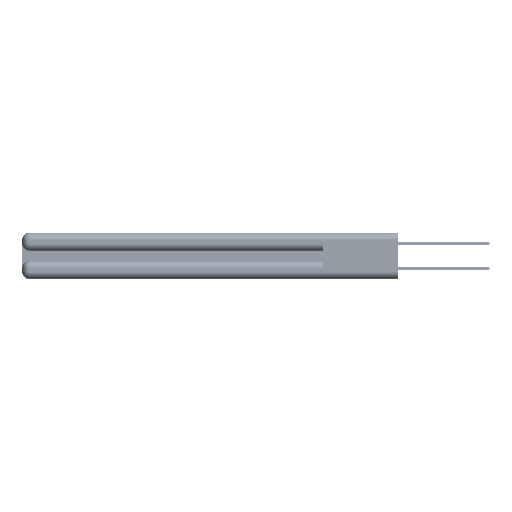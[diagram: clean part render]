
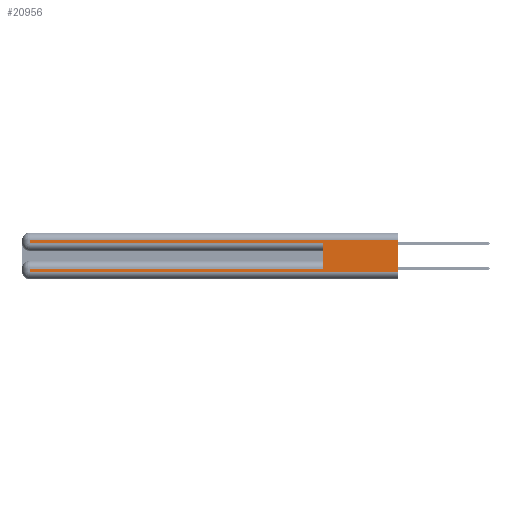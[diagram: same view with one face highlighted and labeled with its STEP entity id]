
A CAD part, left-side view. The second image highlights one B-rep face of the part: STEP entity #20956.
In plain terms, the highlighted planar face has unit normal (-1, 0, 0).
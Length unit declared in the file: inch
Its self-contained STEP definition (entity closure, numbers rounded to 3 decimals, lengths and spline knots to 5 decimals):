
#49 = CARTESIAN_POINT ( 'NONE',  ( 0., 0., 0.31 ) ) ;
#1155 = FACE_OUTER_BOUND ( 'NONE', #2733, .T. ) ;
#1281 = LINE ( 'NONE', #13283, #46890 ) ;
#2486 = ORIENTED_EDGE ( 'NONE', *, *, #4358, .T. ) ;
#2733 = EDGE_LOOP ( 'NONE', ( #12215, #19956, #15742, #16896, #31682, #2486, #4792, #44949 ) ) ;
#3283 = CARTESIAN_POINT ( 'NONE',  ( 0., 2.94, 0.06 ) ) ;
#3307 = LINE ( 'NONE', #11887, #42142 ) ;
#4271 = VERTEX_POINT ( 'NONE', #36243 ) ;
#4358 = EDGE_CURVE ( 'NONE', #4271, #31439, #46624, .T. ) ;
#4792 = ORIENTED_EDGE ( 'NONE', *, *, #12196, .T. ) ;
#6105 = LINE ( 'NONE', #42009, #14949 ) ;
#6331 = DIRECTION ( 'NONE',  ( 0., 1., 0. ) ) ;
#9878 = DIRECTION ( 'NONE',  ( 1., 0., 0. ) ) ;
#10783 = CARTESIAN_POINT ( 'NONE',  ( 0., 0., 0.285 ) ) ;
#11269 = EDGE_CURVE ( 'NONE', #45026, #20722, #15695, .T. ) ;
#11887 = CARTESIAN_POINT ( 'NONE',  ( 0., 0.6, 0.145 ) ) ;
#11957 = EDGE_CURVE ( 'NONE', #25799, #45026, #6105, .T. ) ;
#12196 = EDGE_CURVE ( 'NONE', #31439, #21994, #1281, .T. ) ;
#12215 = ORIENTED_EDGE ( 'NONE', *, *, #14341, .F. ) ;
#12566 = DIRECTION ( 'NONE',  ( 0., -1., 0. ) ) ;
#13004 = VECTOR ( 'NONE', #32511, 39.37008 ) ;
#13283 = CARTESIAN_POINT ( 'NONE',  ( 0., 2.94, 0.37 ) ) ;
#13403 = AXIS2_PLACEMENT_3D ( 'NONE', #35607, #9878, #22639 ) ;
#13436 = EDGE_CURVE ( 'NONE', #21994, #14715, #42646, .T. ) ;
#13968 = VECTOR ( 'NONE', #6331, 39.37008 ) ;
#14341 = EDGE_CURVE ( 'NONE', #33468, #14715, #21536, .T. ) ;
#14581 = CARTESIAN_POINT ( 'NONE',  ( 0., 2.94, 0.285 ) ) ;
#14715 = VERTEX_POINT ( 'NONE', #22519 ) ;
#14949 = VECTOR ( 'NONE', #24869, 39.37008 ) ;
#15695 = LINE ( 'NONE', #10783, #13004 ) ;
#15742 = ORIENTED_EDGE ( 'NONE', *, *, #11957, .T. ) ;
#16896 = ORIENTED_EDGE ( 'NONE', *, *, #11269, .T. ) ;
#18565 = LINE ( 'NONE', #49, #54019 ) ;
#19956 = ORIENTED_EDGE ( 'NONE', *, *, #48449, .T. ) ;
#20722 = VERTEX_POINT ( 'NONE', #45799 ) ;
#20956 = ADVANCED_FACE ( 'NONE', ( #1155 ), #26990, .F. ) ;
#21536 = LINE ( 'NONE', #37777, #36511 ) ;
#21578 = VECTOR ( 'NONE', #12566, 39.37008 ) ;
#21994 = VERTEX_POINT ( 'NONE', #3283 ) ;
#22519 = CARTESIAN_POINT ( 'NONE',  ( 0., 0., 0.06 ) ) ;
#22639 = DIRECTION ( 'NONE',  ( 0., 0., -1. ) ) ;
#24869 = DIRECTION ( 'NONE',  ( 0., 0., -1. ) ) ;
#25685 = CARTESIAN_POINT ( 'NONE',  ( 0., 0., 0.06 ) ) ;
#25799 = VERTEX_POINT ( 'NONE', #46545 ) ;
#25817 = DIRECTION ( 'NONE',  ( 0., 0., -1. ) ) ;
#26990 = PLANE ( 'NONE',  #13403 ) ;
#29450 = EDGE_CURVE ( 'NONE', #4271, #20722, #3307, .T. ) ;
#31439 = VERTEX_POINT ( 'NONE', #45250 ) ;
#31682 = ORIENTED_EDGE ( 'NONE', *, *, #29450, .F. ) ;
#32511 = DIRECTION ( 'NONE',  ( 0., -1., 0. ) ) ;
#33434 = DIRECTION ( 'NONE',  ( 0., 0., -1. ) ) ;
#33468 = VERTEX_POINT ( 'NONE', #53821 ) ;
#35607 = CARTESIAN_POINT ( 'NONE',  ( 0., 0., 0.37 ) ) ;
#36243 = CARTESIAN_POINT ( 'NONE',  ( 0., 0.6, 0.085 ) ) ;
#36511 = VECTOR ( 'NONE', #33434, 39.37008 ) ;
#37777 = CARTESIAN_POINT ( 'NONE',  ( 0., 0., 0.37 ) ) ;
#38145 = DIRECTION ( 'NONE',  ( 0., 0., 1. ) ) ;
#38706 = DIRECTION ( 'NONE',  ( 0., 1., 0. ) ) ;
#42009 = CARTESIAN_POINT ( 'NONE',  ( 0., 2.94, 0.37 ) ) ;
#42142 = VECTOR ( 'NONE', #38145, 39.37008 ) ;
#42646 = LINE ( 'NONE', #25685, #21578 ) ;
#44949 = ORIENTED_EDGE ( 'NONE', *, *, #13436, .T. ) ;
#45026 = VERTEX_POINT ( 'NONE', #14581 ) ;
#45250 = CARTESIAN_POINT ( 'NONE',  ( 0., 2.94, 0.085 ) ) ;
#45728 = CARTESIAN_POINT ( 'NONE',  ( 0., 0., 0.085 ) ) ;
#45799 = CARTESIAN_POINT ( 'NONE',  ( 0., 0.6, 0.285 ) ) ;
#46545 = CARTESIAN_POINT ( 'NONE',  ( 0., 2.94, 0.31 ) ) ;
#46624 = LINE ( 'NONE', #45728, #13968 ) ;
#46890 = VECTOR ( 'NONE', #25817, 39.37008 ) ;
#48449 = EDGE_CURVE ( 'NONE', #33468, #25799, #18565, .T. ) ;
#53821 = CARTESIAN_POINT ( 'NONE',  ( 0., 0., 0.31 ) ) ;
#54019 = VECTOR ( 'NONE', #38706, 39.37008 ) ;
